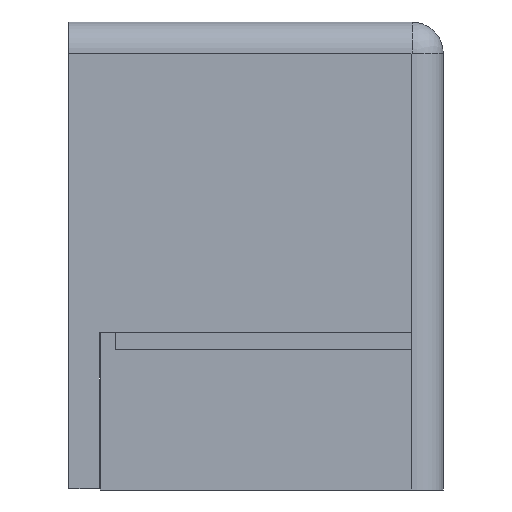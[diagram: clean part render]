
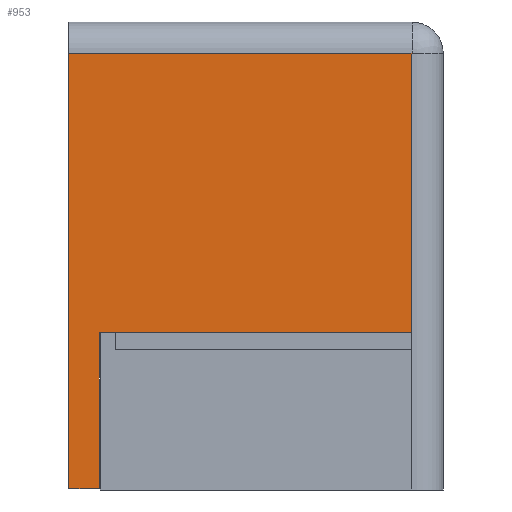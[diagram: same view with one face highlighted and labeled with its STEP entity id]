
A CAD part, left-side view. The second image highlights one B-rep face of the part: STEP entity #953.
In plain terms, the highlighted planar face has unit normal (-1, 0, 0).
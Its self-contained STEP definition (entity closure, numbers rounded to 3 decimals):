
#50=PLANE('',#1030);
#94=FACE_OUTER_BOUND('',#153,.T.);
#153=EDGE_LOOP('',(#789,#790,#791,#792,#793,#794));
#235=LINE('',#1447,#349);
#238=LINE('',#1452,#352);
#240=LINE('',#1456,#354);
#249=LINE('',#1484,#363);
#250=LINE('',#1489,#364);
#252=LINE('',#1496,#366);
#349=VECTOR('',#1172,10.);
#352=VECTOR('',#1177,10.);
#354=VECTOR('',#1181,10.);
#363=VECTOR('',#1204,10.);
#364=VECTOR('',#1209,10.);
#366=VECTOR('',#1219,10.);
#468=VERTEX_POINT('',#1444);
#469=VERTEX_POINT('',#1446);
#470=VERTEX_POINT('',#1450);
#471=VERTEX_POINT('',#1454);
#483=VERTEX_POINT('',#1482);
#485=VERTEX_POINT('',#1487);
#574=EDGE_CURVE('',#468,#469,#235,.F.);
#577=EDGE_CURVE('',#468,#470,#238,.F.);
#579=EDGE_CURVE('',#470,#471,#240,.F.);
#593=EDGE_CURVE('',#483,#471,#249,.T.);
#595=EDGE_CURVE('',#485,#483,#250,.T.);
#599=EDGE_CURVE('',#469,#485,#252,.F.);
#789=ORIENTED_EDGE('',*,*,#593,.F.);
#790=ORIENTED_EDGE('',*,*,#595,.F.);
#791=ORIENTED_EDGE('',*,*,#599,.F.);
#792=ORIENTED_EDGE('',*,*,#574,.F.);
#793=ORIENTED_EDGE('',*,*,#577,.T.);
#794=ORIENTED_EDGE('',*,*,#579,.T.);
#953=ADVANCED_FACE('',(#94),#50,.T.);
#1030=AXIS2_PLACEMENT_3D('',#1495,#1217,#1218);
#1172=DIRECTION('',(0.,-1.,0.));
#1177=DIRECTION('',(0.,0.,-1.));
#1181=DIRECTION('',(0.,1.,0.));
#1204=DIRECTION('',(0.,0.,-1.));
#1209=DIRECTION('',(0.,-1.,0.));
#1217=DIRECTION('center_axis',(-1.,0.,0.));
#1218=DIRECTION('ref_axis',(0.,0.,1.));
#1219=DIRECTION('',(0.,0.,-1.));
#1444=CARTESIAN_POINT('',(-80.,22.039,0.083));
#1446=CARTESIAN_POINT('',(-80.,24.,0.083));
#1447=CARTESIAN_POINT('',(-80.,10.519,0.083));
#1450=CARTESIAN_POINT('',(-80.,22.039,10.083));
#1452=CARTESIAN_POINT('',(-80.,22.039,0.041));
#1454=CARTESIAN_POINT('',(-80.,2.,10.083));
#1456=CARTESIAN_POINT('',(-80.,11.,10.083));
#1482=CARTESIAN_POINT('',(-80.,2.,28.));
#1484=CARTESIAN_POINT('',(-80.,2.,6.25));
#1487=CARTESIAN_POINT('',(-80.,24.,28.));
#1489=CARTESIAN_POINT('',(-80.,0.,28.));
#1495=CARTESIAN_POINT('Origin',(-80.,0.,0.));
#1496=CARTESIAN_POINT('',(-80.,24.,6.25));
